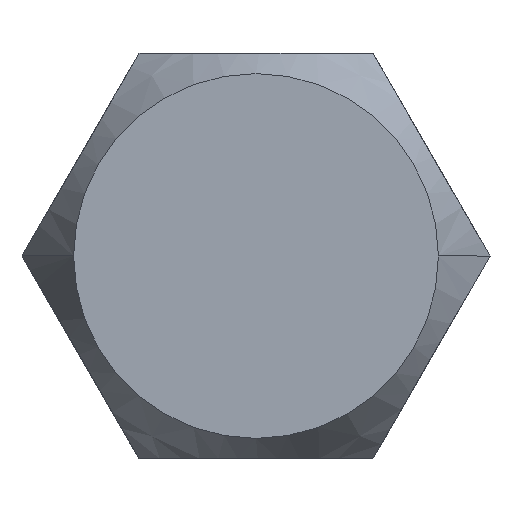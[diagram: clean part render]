
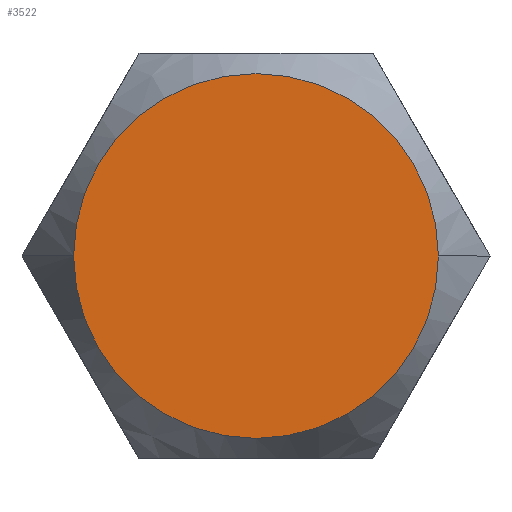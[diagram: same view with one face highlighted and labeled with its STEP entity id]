
A CAD part, front view. The second image highlights one B-rep face of the part: STEP entity #3522.
In plain terms, the highlighted planar face has unit normal (0, -1, 0).
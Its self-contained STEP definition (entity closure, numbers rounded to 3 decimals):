
#78 = DIRECTION ( 'NONE',  ( -1., 0., 0. ) ) ;
#287 = PLANE ( 'NONE',  #3964 ) ;
#468 = DIRECTION ( 'NONE',  ( -1., 0., 0. ) ) ;
#493 = CARTESIAN_POINT ( 'NONE',  ( -2.858, -80., 0. ) ) ;
#901 = CIRCLE ( 'NONE', #2805, 2.858 ) ;
#1038 = CARTESIAN_POINT ( 'NONE',  ( 2.858, -80., 0. ) ) ;
#1444 = FACE_OUTER_BOUND ( 'NONE', #3960, .T. ) ;
#1608 = DIRECTION ( 'NONE',  ( 0., -1., 0. ) ) ;
#1771 = EDGE_CURVE ( 'Defeature ausgef�hrt1_23+Defeature ausgef�hrt1_24+Defeature ausgef�hrt1_24+Defeature ausgef�hrt1_24', #3976, #2508, #901, .T. ) ;
#1836 = DIRECTION ( 'NONE',  ( 0., -1., 0. ) ) ;
#1915 = DIRECTION ( 'NONE',  ( -1., 0., 0. ) ) ;
#2012 = DIRECTION ( 'NONE',  ( 0., -1., 0. ) ) ;
#2356 = ORIENTED_EDGE ( 'NONE', *, *, #2644, .T. ) ;
#2508 = VERTEX_POINT ( 'NONE', #493 ) ;
#2644 = EDGE_CURVE ( 'Defeature ausgef�hrt1_23+Defeature ausgef�hrt1_24+Defeature ausgef�hrt1_24+Defeature ausgef�hrt1_24', #2508, #3976, #4131, .T. ) ;
#2684 = ORIENTED_EDGE ( 'NONE', *, *, #1771, .T. ) ;
#2805 = AXIS2_PLACEMENT_3D ( 'NONE', #4137, #1836, #468 ) ;
#3289 = CARTESIAN_POINT ( 'NONE',  ( 0., -80., 0. ) ) ;
#3522 = ADVANCED_FACE ( 'Defeature ausgef�hrt1_23', ( #1444 ), #287, .T. ) ;
#3616 = CARTESIAN_POINT ( 'NONE',  ( 0., -80., 6.35 ) ) ;
#3960 = EDGE_LOOP ( 'NONE', ( #2684, #2356 ) ) ;
#3964 = AXIS2_PLACEMENT_3D ( 'NONE', #3616, #1608, #1915 ) ;
#3976 = VERTEX_POINT ( 'NONE', #1038 ) ;
#4131 = CIRCLE ( 'NONE', #4225, 2.858 ) ;
#4137 = CARTESIAN_POINT ( 'NONE',  ( 0., -80., 0. ) ) ;
#4225 = AXIS2_PLACEMENT_3D ( 'NONE', #3289, #2012, #78 ) ;
